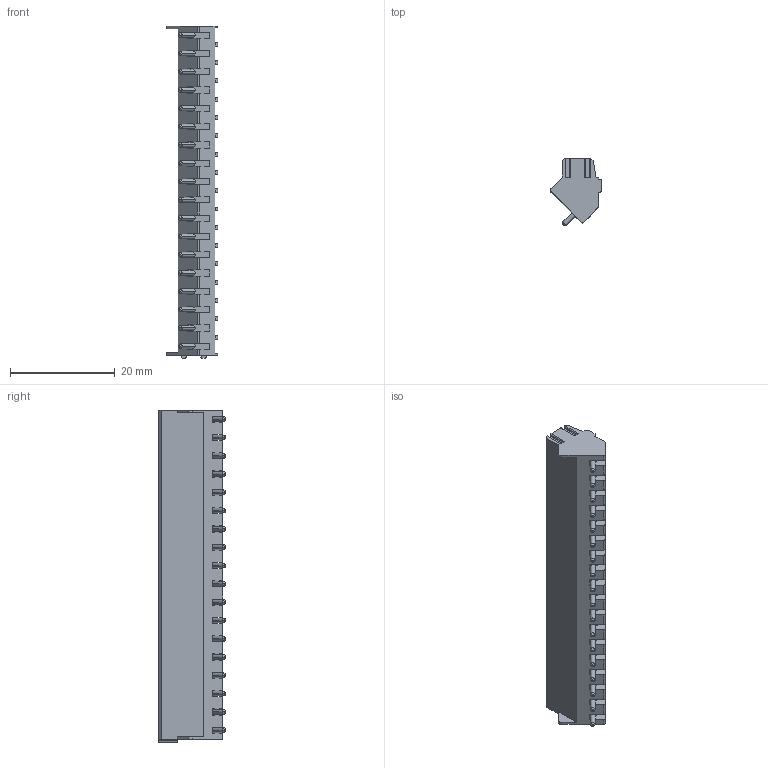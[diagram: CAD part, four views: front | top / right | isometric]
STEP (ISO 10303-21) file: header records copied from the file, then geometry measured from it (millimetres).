
FILE_DESCRIPTION((''),'2;1');
FILE_NAME('PRT0050','2024-10-18T',('yanfa'),(''),'PRO/ENGINEER BY PARAMETRIC TECHNOLOGY CORPORATION, 2009280','PRO/ENGINEER BY PARAMETRIC TECHNOLOGY CORPORATION, 2009280','');
FILE_SCHEMA(('AUTOMOTIVE_DESIGN_CC2 { 1 2 10303 214 -1 1 5 2 }'));
Length unit declared in the file: millimetre
Products named in the file (1): PRT0050
Bounding box: 9.81 x 12.83 x 63.5 mm (x, y, z)
Volume: 3636.4 mm3; surface area: 4618.5 mm2
Topology: 1 solids, 1 shells, 1276 faces, 3480 edges, 2260 vertices
Faces by surface type: plane 845, cylinder 287, cone 108, torus 36
Entity records: 40538 total; most frequent: CARTESIAN_POINT 7936, ORIENTED_EDGE 6960, DIRECTION 6606, EDGE_CURVE 3480, VECTOR 2546, LINE 2546, VERTEX_POINT 2260, AXIS2_PLACEMENT_3D 2030
